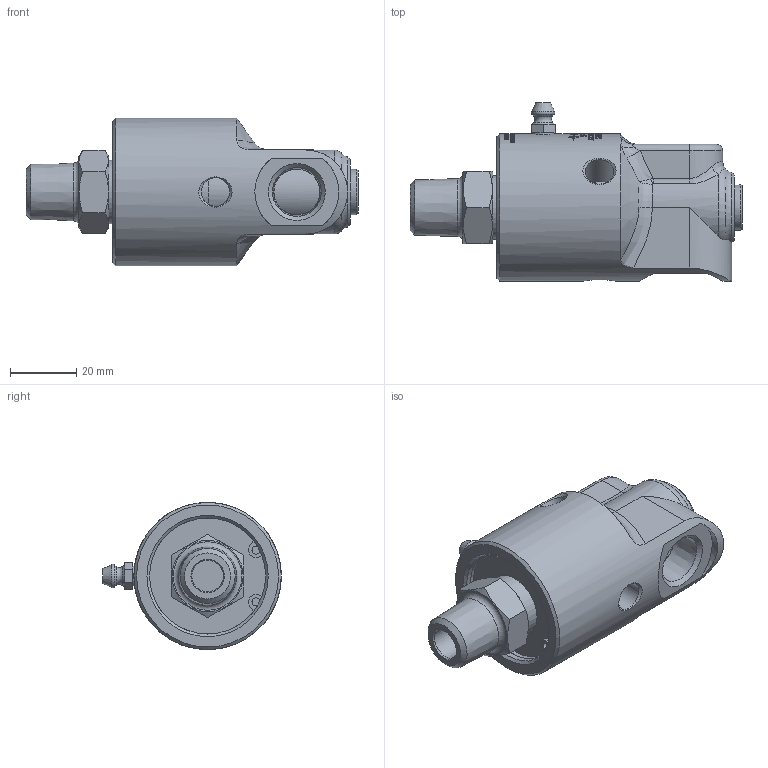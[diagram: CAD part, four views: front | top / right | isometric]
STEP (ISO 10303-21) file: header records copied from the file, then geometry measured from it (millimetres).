
FILE_DESCRIPTION(/* description */ (''),/* implementation_level */ '2;1');
FILE_NAME(/* name */ '57-050-002-IC 57-050-002-ICu.stp',/* time_stamp */ '2022-01-11T15:41:24-06:00',/* author */ ('dyurkovich'),/* organization */ (''),/* preprocessor_version */ 'ST-DEVELOPER v18.1',/* originating_system */ 'Autodesk Inventor 2022',/* authorisation */ '');
FILE_SCHEMA (('AUTOMOTIVE_DESIGN { 1 0 10303 214 3 1 1 }'));
Products named in the file (1): 57-050-002-IC 57-050-002-IC
Bounding box: 100.3 x 53.92 x 44.5 mm (x, y, z)
Volume: 91303 mm3; surface area: 24147.9 mm2
Topology: 5 solids, 5 shells, 1193 faces, 3172 edges, 2100 vertices
Faces by surface type: bspline 571, plane 448, cylinder 140, cone 26, torus 8
Full cylindrical faces by diameter (mm): 2.5 x2, 5.359 x1, 6.325 x1, 8.6 x3, 9.5 x1, 13.662 x1, 13.889 x1, 17 x2, 19.15 x1, 35.05 x1, 37.18 x1, 44.5 x1
Entity records: 52774 total; most frequent: CARTESIAN_POINT 24201, ORIENTED_EDGE 6340, DIRECTION 4547, EDGE_CURVE 3170, VERTEX_POINT 2100, AXIS2_PLACEMENT_3D 1609, LINE 1329, VECTOR 1329
